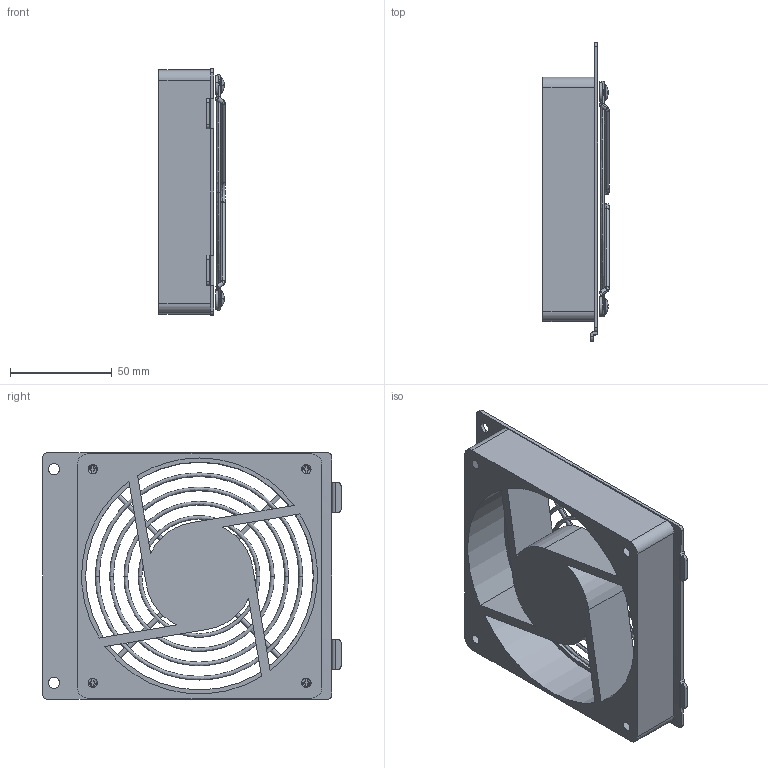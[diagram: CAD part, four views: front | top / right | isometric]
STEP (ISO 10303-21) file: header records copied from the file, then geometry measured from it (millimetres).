
FILE_DESCRIPTION (( 'STEP AP214' ), '1' );
FILE_NAME ('GS4-FAN-EB.STEP', '2017-05-24T20:02:52', ( '' ), ( '' ), 'SwSTEP 2.0', 'SolidWorks 2015', '' );
FILE_SCHEMA (( 'AUTOMOTIVE_DESIGN' ));
Length unit declared in the file: millimetre
Products named in the file (1): GS4-FAN-EB
Bounding box: 32.55 x 146.6 x 121 mm (x, y, z)
Surface area: 73782 mm2 (no closed solid volume)
Topology: 0 solids, 28 shells, 151 faces, 544 edges, 408 vertices
Faces by surface type: bspline 61, cylinder 52, plane 38
Entity records: 10097 total; most frequent: CARTESIAN_POINT 4307, DIRECTION 906, ORIENTED_EDGE 853, EDGE_CURVE 544, VERTEX_POINT 408, AXIS2_PLACEMENT_3D 359, CIRCLE 268, VECTOR 188
